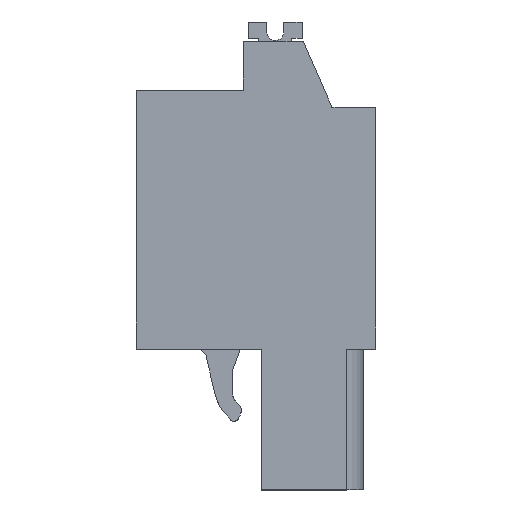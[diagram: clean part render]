
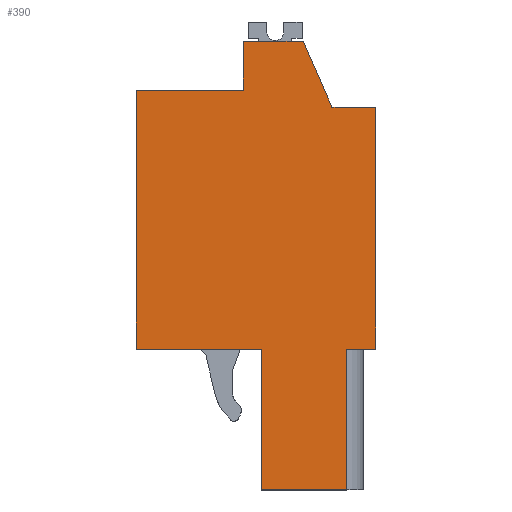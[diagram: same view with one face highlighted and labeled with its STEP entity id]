
A CAD part, left-side view. The second image highlights one B-rep face of the part: STEP entity #390.
In plain terms, the highlighted planar face has unit normal (-1, 0, 0).
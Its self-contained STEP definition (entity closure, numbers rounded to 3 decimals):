
#306=AXIS2_PLACEMENT_3D('Plane Axis2P3D',#303,#304,#305) ;
#42=CARTESIAN_POINT('Vertex',(0.,7.85,26.59)) ;
#45=CARTESIAN_POINT('Line Origine',(0.,6.075,26.59)) ;
#49=CARTESIAN_POINT('Vertex',(0.,4.3,26.59)) ;
#237=CARTESIAN_POINT('Vertex',(0.,7.85,23.69)) ;
#240=CARTESIAN_POINT('Line Origine',(0.,7.85,25.14)) ;
#303=CARTESIAN_POINT('Axis2P3D Location',(0.,6.8,8.35)) ;
#308=CARTESIAN_POINT('Line Origine',(0.,1.725,4.175)) ;
#312=CARTESIAN_POINT('Vertex',(0.,1.725,8.35)) ;
#314=CARTESIAN_POINT('Vertex',(0.,1.725,0.)) ;
#317=CARTESIAN_POINT('Line Origine',(0.,0.862,8.35)) ;
#321=CARTESIAN_POINT('Vertex',(0.,0.,8.35)) ;
#324=CARTESIAN_POINT('Line Origine',(0.,0.,15.52)) ;
#328=CARTESIAN_POINT('Vertex',(0.,0.,22.69)) ;
#331=CARTESIAN_POINT('Line Origine',(0.,1.3,22.69)) ;
#335=CARTESIAN_POINT('Vertex',(0.,2.6,22.69)) ;
#338=CARTESIAN_POINT('Line Origine',(0.,3.45,24.64)) ;
#343=CARTESIAN_POINT('Line Origine',(0.,11.025,23.69)) ;
#347=CARTESIAN_POINT('Vertex',(0.,14.2,23.69)) ;
#350=CARTESIAN_POINT('Line Origine',(0.,14.2,16.02)) ;
#354=CARTESIAN_POINT('Vertex',(0.,14.2,8.35)) ;
#357=CARTESIAN_POINT('Line Origine',(0.,10.485,8.35)) ;
#361=CARTESIAN_POINT('Vertex',(0.,6.771,8.35)) ;
#364=CARTESIAN_POINT('Line Origine',(0.,6.771,4.175)) ;
#368=CARTESIAN_POINT('Vertex',(0.,6.771,0.)) ;
#371=CARTESIAN_POINT('Line Origine',(0.,4.248,0.)) ;
#46=DIRECTION('Vector Direction',(0.,1.,0.)) ;
#241=DIRECTION('Vector Direction',(0.,0.,-1.)) ;
#304=DIRECTION('Axis2P3D Direction',(1.,0.,0.)) ;
#305=DIRECTION('Axis2P3D XDirection',(0.,1.,0.)) ;
#309=DIRECTION('Vector Direction',(0.,0.,-1.)) ;
#318=DIRECTION('Vector Direction',(0.,-1.,0.)) ;
#325=DIRECTION('Vector Direction',(0.,0.,-1.)) ;
#332=DIRECTION('Vector Direction',(0.,1.,0.)) ;
#339=DIRECTION('Vector Direction',(0.,0.4,0.917)) ;
#344=DIRECTION('Vector Direction',(0.,1.,0.)) ;
#351=DIRECTION('Vector Direction',(0.,0.,1.)) ;
#358=DIRECTION('Vector Direction',(0.,1.,0.)) ;
#365=DIRECTION('Vector Direction',(0.,0.,-1.)) ;
#372=DIRECTION('Vector Direction',(0.,1.,0.)) ;
#47=VECTOR('Line Direction',#46,1.) ;
#242=VECTOR('Line Direction',#241,1.) ;
#310=VECTOR('Line Direction',#309,1.) ;
#319=VECTOR('Line Direction',#318,1.) ;
#326=VECTOR('Line Direction',#325,1.) ;
#333=VECTOR('Line Direction',#332,1.) ;
#340=VECTOR('Line Direction',#339,1.) ;
#345=VECTOR('Line Direction',#344,1.) ;
#352=VECTOR('Line Direction',#351,1.) ;
#359=VECTOR('Line Direction',#358,1.) ;
#366=VECTOR('Line Direction',#365,1.) ;
#373=VECTOR('Line Direction',#372,1.) ;
#377=ORIENTED_EDGE('',*,*,#316,.F.) ;
#378=ORIENTED_EDGE('',*,*,#323,.F.) ;
#379=ORIENTED_EDGE('',*,*,#330,.F.) ;
#380=ORIENTED_EDGE('',*,*,#337,.T.) ;
#381=ORIENTED_EDGE('',*,*,#342,.T.) ;
#382=ORIENTED_EDGE('',*,*,#51,.T.) ;
#383=ORIENTED_EDGE('',*,*,#244,.T.) ;
#384=ORIENTED_EDGE('',*,*,#349,.T.) ;
#385=ORIENTED_EDGE('',*,*,#356,.F.) ;
#386=ORIENTED_EDGE('',*,*,#363,.F.) ;
#387=ORIENTED_EDGE('',*,*,#370,.T.) ;
#388=ORIENTED_EDGE('',*,*,#375,.F.) ;
#390=ADVANCED_FACE('HOUSING',(#389),#307,.F.) ;
#51=EDGE_CURVE('',#50,#43,#48,.T.) ;
#244=EDGE_CURVE('',#43,#238,#243,.T.) ;
#316=EDGE_CURVE('',#313,#315,#311,.T.) ;
#323=EDGE_CURVE('',#322,#313,#320,.F.) ;
#330=EDGE_CURVE('',#329,#322,#327,.T.) ;
#337=EDGE_CURVE('',#329,#336,#334,.T.) ;
#342=EDGE_CURVE('',#336,#50,#341,.T.) ;
#349=EDGE_CURVE('',#238,#348,#346,.T.) ;
#356=EDGE_CURVE('',#355,#348,#353,.T.) ;
#363=EDGE_CURVE('',#362,#355,#360,.T.) ;
#370=EDGE_CURVE('',#362,#369,#367,.T.) ;
#375=EDGE_CURVE('',#315,#369,#374,.T.) ;
#376=EDGE_LOOP('',(#377,#378,#379,#380,#381,#382,#383,#384,#385,#386,#387,#388)) ;
#389=FACE_OUTER_BOUND('',#376,.T.) ;
#48=LINE('Line',#45,#47) ;
#243=LINE('Line',#240,#242) ;
#311=LINE('Line',#308,#310) ;
#320=LINE('Line',#317,#319) ;
#327=LINE('Line',#324,#326) ;
#334=LINE('Line',#331,#333) ;
#341=LINE('Line',#338,#340) ;
#346=LINE('Line',#343,#345) ;
#353=LINE('Line',#350,#352) ;
#360=LINE('Line',#357,#359) ;
#367=LINE('Line',#364,#366) ;
#374=LINE('Line',#371,#373) ;
#307=PLANE('',#306) ;
#43=VERTEX_POINT('',#42) ;
#50=VERTEX_POINT('',#49) ;
#238=VERTEX_POINT('',#237) ;
#313=VERTEX_POINT('',#312) ;
#315=VERTEX_POINT('',#314) ;
#322=VERTEX_POINT('',#321) ;
#329=VERTEX_POINT('',#328) ;
#336=VERTEX_POINT('',#335) ;
#348=VERTEX_POINT('',#347) ;
#355=VERTEX_POINT('',#354) ;
#362=VERTEX_POINT('',#361) ;
#369=VERTEX_POINT('',#368) ;
